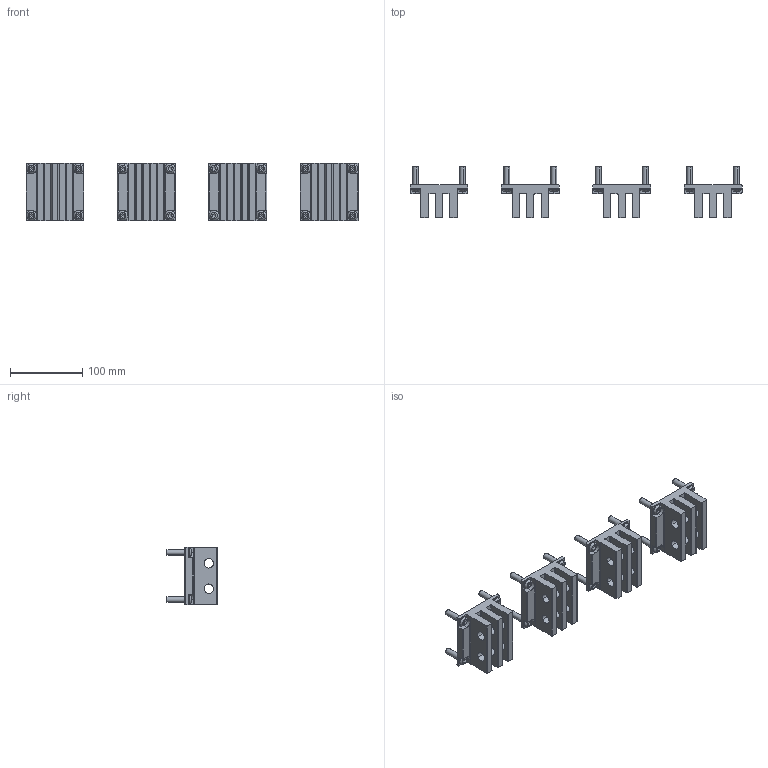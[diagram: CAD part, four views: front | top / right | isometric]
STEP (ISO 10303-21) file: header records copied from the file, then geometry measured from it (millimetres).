
FILE_DESCRIPTION(('CATIA V5 STEP Exchange'),'2;1');
FILE_NAME('1SDH001252R0220_1PA_001_00_E4.2_IV_W_TERMINALS_VR_LOWER_4000A.stp','2014-03-06T08:34:14+00:00',('none'),('none'),'CATIA Version 5 Release 20 SP 5 (IN-10)','CATIA V5 STEP AP214','none');
FILE_SCHEMA(('AUTOMOTIVE_DESIGN { 1 0 10303 214 1 1 1 1 }'));
Length unit declared in the file: millimetre
Products named in the file (1): 1SDH001252R0220_1PA_001_00_E4.2_IV_W_TERMINALS_VR_LOWER_4000A
Bounding box: 458 x 70.5 x 80 mm (x, y, z)
Volume: 594688 mm3; surface area: 158320.2 mm2
Topology: 20 solids, 20 shells, 616 faces, 1584 edges, 1008 vertices
Faces by surface type: plane 264, cylinder 224, cone 64, sphere 32, torus 32
Entity records: 17722 total; most frequent: CARTESIAN_POINT 3769, ORIENTED_EDGE 3104, DIRECTION 2232, EDGE_CURVE 1552, AXIS2_PLACEMENT_3D 1025, VERTEX_POINT 1008, VECTOR 792, LINE 792
